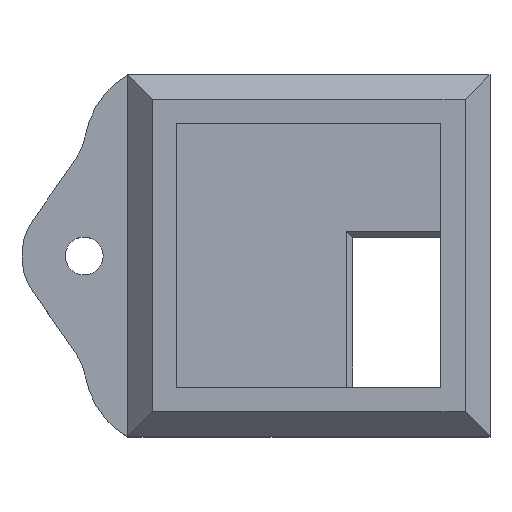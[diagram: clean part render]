
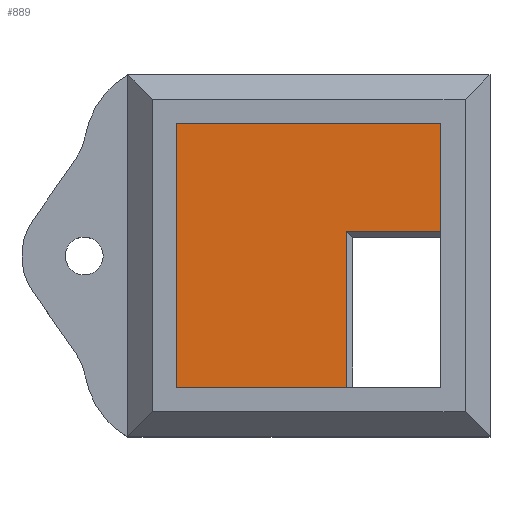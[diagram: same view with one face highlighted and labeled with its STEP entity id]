
A CAD part, top view. The second image highlights one B-rep face of the part: STEP entity #889.
In plain terms, the highlighted planar face has unit normal (0, 0, 1).
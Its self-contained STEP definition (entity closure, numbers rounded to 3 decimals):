
#86=FACE_OUTER_BOUND('',#137,.T.);
#137=EDGE_LOOP('',(#795,#796,#797,#798,#799,#800));
#140=LINE('',#1209,#249);
#142=LINE('',#1213,#251);
#190=LINE('',#1307,#299);
#242=LINE('',#1440,#351);
#244=LINE('',#1444,#353);
#246=LINE('',#1447,#355);
#249=VECTOR('',#972,10.);
#251=VECTOR('',#976,10.);
#299=VECTOR('',#1054,10.);
#351=VECTOR('',#1190,10.);
#353=VECTOR('',#1194,10.);
#355=VECTOR('',#1198,10.);
#358=VERTEX_POINT('',#1206);
#359=VERTEX_POINT('',#1208);
#360=VERTEX_POINT('',#1212);
#391=VERTEX_POINT('',#1306);
#430=VERTEX_POINT('',#1439);
#431=VERTEX_POINT('',#1443);
#434=EDGE_CURVE('',#358,#359,#140,.T.);
#436=EDGE_CURVE('',#359,#360,#142,.T.);
#484=EDGE_CURVE('',#391,#360,#190,.T.);
#550=EDGE_CURVE('',#430,#391,#242,.T.);
#552=EDGE_CURVE('',#431,#430,#244,.T.);
#554=EDGE_CURVE('',#358,#431,#246,.T.);
#795=ORIENTED_EDGE('',*,*,#434,.F.);
#796=ORIENTED_EDGE('',*,*,#554,.T.);
#797=ORIENTED_EDGE('',*,*,#552,.T.);
#798=ORIENTED_EDGE('',*,*,#550,.T.);
#799=ORIENTED_EDGE('',*,*,#484,.T.);
#800=ORIENTED_EDGE('',*,*,#436,.F.);
#841=PLANE('',#965);
#889=ADVANCED_FACE('',(#86),#841,.T.);
#965=AXIS2_PLACEMENT_3D('',#1448,#1199,#1200);
#972=DIRECTION('',(-1.,0.,0.));
#976=DIRECTION('',(0.,-1.,0.));
#1054=DIRECTION('',(1.,0.,0.));
#1190=DIRECTION('',(0.,-1.,0.));
#1194=DIRECTION('',(-1.,0.,0.));
#1198=DIRECTION('',(0.,1.,0.));
#1199=DIRECTION('center_axis',(0.,0.,1.));
#1200=DIRECTION('ref_axis',(-1.,0.,0.));
#1206=CARTESIAN_POINT('',(-14.425,2.,24.965));
#1208=CARTESIAN_POINT('',(-22.,2.,24.965));
#1209=CARTESIAN_POINT('',(-23.25,2.,24.965));
#1212=CARTESIAN_POINT('',(-22.,-10.575,24.965));
#1213=CARTESIAN_POINT('',(-22.,-5.25,24.965));
#1306=CARTESIAN_POINT('',(-35.575,-10.575,24.965));
#1307=CARTESIAN_POINT('',(-17.75,-10.575,24.965));
#1439=CARTESIAN_POINT('',(-35.575,10.575,24.965));
#1440=CARTESIAN_POINT('',(-35.575,-5.25,24.965));
#1443=CARTESIAN_POINT('',(-14.425,10.575,24.965));
#1444=CARTESIAN_POINT('',(-30.25,10.575,24.965));
#1447=CARTESIAN_POINT('',(-14.425,5.25,24.965));
#1448=CARTESIAN_POINT('Origin',(-25.,0.,24.965));
